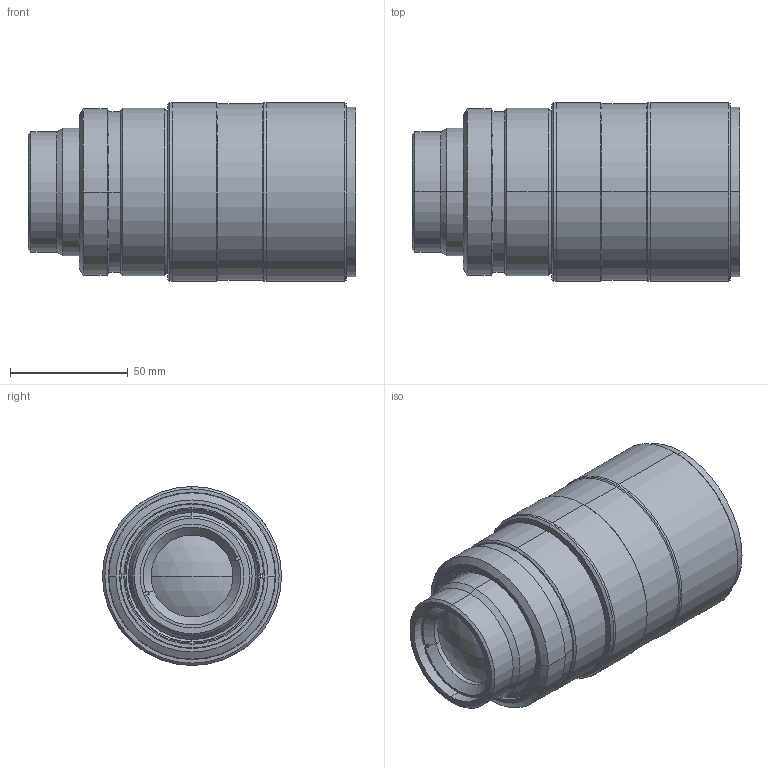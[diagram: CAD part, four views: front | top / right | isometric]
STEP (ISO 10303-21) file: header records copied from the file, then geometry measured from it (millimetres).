
FILE_DESCRIPTION (( 'STEP AP214' ), '1' );
FILE_NAME ('MC12K025.STEP', '2013-04-26T09:11:43', ( 'Work' ), ( '' ), 'SwSTEP 2.0', 'SolidWorks 2013', '' );
FILE_SCHEMA (( 'AUTOMOTIVE_DESIGN' ));
Length unit declared in the file: millimetre
Products named in the file (1): MC12K025
Bounding box: 138.94 x 76 x 76 mm (x, y, z)
Surface area: 66259.1 mm2 (no closed solid volume)
Topology: 0 solids, 12 shells, 94 faces, 244 edges, 163 vertices
Faces by surface type: cylinder 41, cone 30, plane 21, sphere 2
Entity records: 4131 total; most frequent: CARTESIAN_POINT 706, DIRECTION 554, ORIENTED_EDGE 411, EDGE_CURVE 244, AXIS2_PLACEMENT_3D 231, VERTEX_POINT 163, CIRCLE 136, EDGE_LOOP 113
